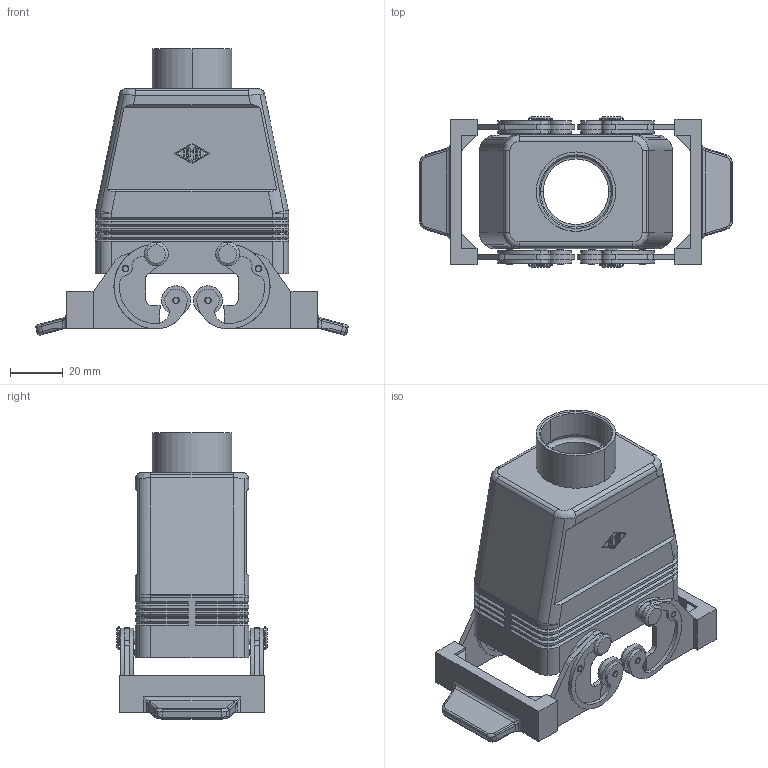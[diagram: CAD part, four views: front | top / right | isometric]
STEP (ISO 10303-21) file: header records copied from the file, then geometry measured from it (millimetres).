
FILE_DESCRIPTION((''),'2;1');
FILE_NAME('CMAV 03 X.stp','2006-12-21T11:13:20',('gembarski'),(''),'Autodesk Inventor 7','Autodesk Inventor 7','');
FILE_SCHEMA(('AUTOMOTIVE_DESIGN { 1 0 10303 214 1 1 1 1 }'));
Length unit declared in the file: millimetre
Products named in the file (1): CAV Tüllengehäuse 2 Bügel für einen Einsatz Teil A
Bounding box: 118.09 x 57 x 108.1 mm (x, y, z)
Volume: 78234 mm3; surface area: 51739.1 mm2
Topology: 1 solids, 5 shells, 841 faces, 2138 edges, 1336 vertices
Faces by surface type: bspline 277, plane 246, cylinder 228, cone 70, torus 16, sphere 4
Entity records: 28889 total; most frequent: CARTESIAN_POINT 8757, ORIENTED_EDGE 4252, DIRECTION 4216, EDGE_CURVE 2126, AXIS2_PLACEMENT_3D 1529, VERTEX_POINT 1336, VECTOR 1158, LINE 1158
